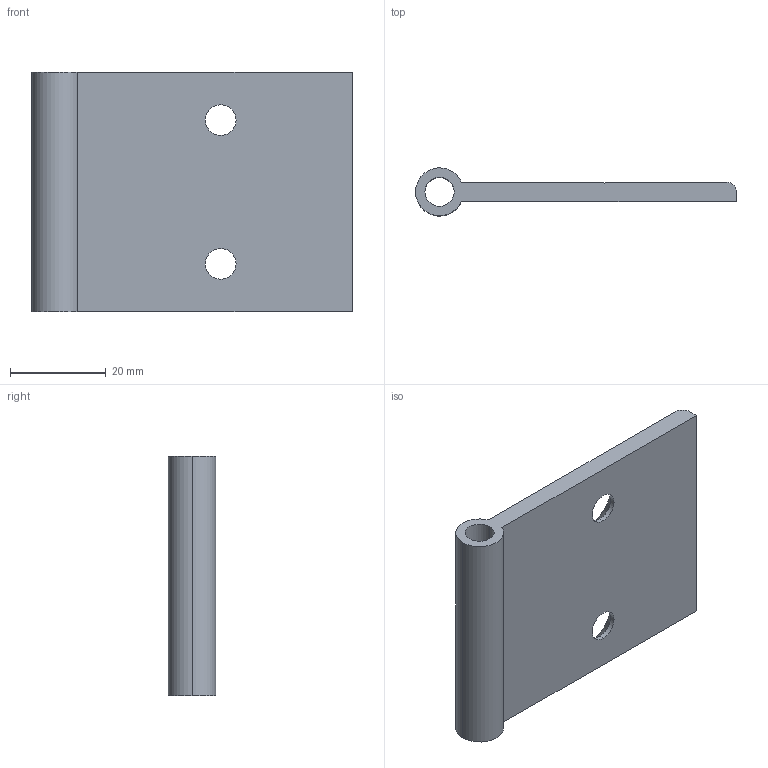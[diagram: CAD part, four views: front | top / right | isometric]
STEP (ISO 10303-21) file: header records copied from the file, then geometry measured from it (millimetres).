
FILE_DESCRIPTION (( 'STEP AP214' ), '1' );
FILE_NAME ('6221592', '2019-02-04T09:02:48', ( '' ), ('JUGARD+KÜNSTNER GmbH'), 'SwSTEP 2.0', 'SolidWorks 2017', '' );
FILE_SCHEMA (( 'AUTOMOTIVE_DESIGN' ));
Length unit declared in the file: millimetre
Products named in the file (1): 6221592_CNAJF00
Bounding box: 67 x 9.99 x 50 mm (x, y, z)
Volume: 13354.3 mm3; surface area: 8765.1 mm2
Topology: 1 solids, 1 shells, 25 faces, 67 edges, 42 vertices
Faces by surface type: plane 12, cylinder 9, cone 4
Entity records: 833 total; most frequent: CARTESIAN_POINT 159, ORIENTED_EDGE 134, DIRECTION 133, EDGE_CURVE 67, AXIS2_PLACEMENT_3D 48, VERTEX_POINT 42, LINE 37, VECTOR 37
